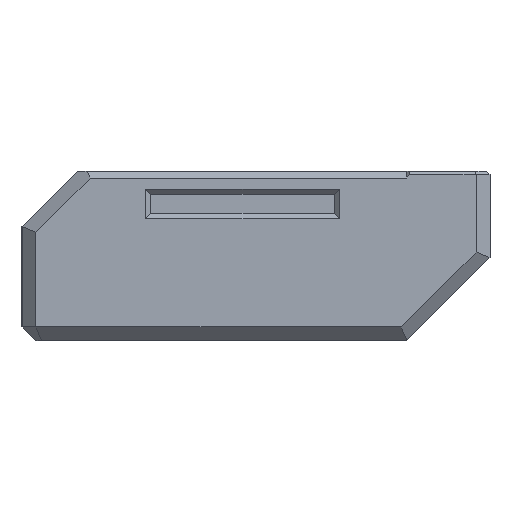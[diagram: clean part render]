
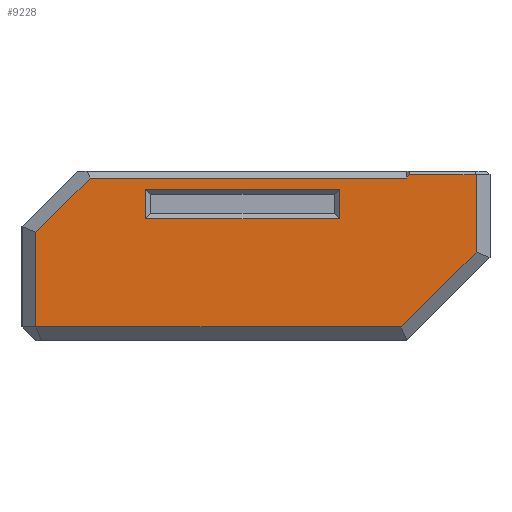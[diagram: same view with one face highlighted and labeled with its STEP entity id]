
A CAD part, front view. The second image highlights one B-rep face of the part: STEP entity #9228.
In plain terms, the highlighted planar face has unit normal (0, -1, 0).
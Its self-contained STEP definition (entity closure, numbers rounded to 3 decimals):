
#982=FACE_BOUND('',#1608,.T.);
#1023=FACE_OUTER_BOUND('',#1607,.T.);
#1607=EDGE_LOOP('',(#6128,#6129,#6130,#6131,#6132,#6133,#6134,#6135));
#1608=EDGE_LOOP('',(#6136,#6137,#6138,#6139));
#2223=LINE('',#12019,#3015);
#2227=LINE('',#12026,#3019);
#2231=LINE('',#12035,#3023);
#2238=LINE('',#12050,#3030);
#2242=LINE('',#12060,#3034);
#2243=LINE('',#12062,#3035);
#2244=LINE('',#12063,#3036);
#2245=LINE('',#12065,#3037);
#2246=LINE('',#12067,#3038);
#2247=LINE('',#12068,#3039);
#2248=LINE('',#12069,#3040);
#2249=LINE('',#12070,#3041);
#3015=VECTOR('',#10294,1000.);
#3019=VECTOR('',#10300,1000.);
#3023=VECTOR('',#10306,10.);
#3030=VECTOR('',#10317,10.);
#3034=VECTOR('',#10325,1000.);
#3035=VECTOR('',#10326,1000.);
#3036=VECTOR('',#10327,1000.);
#3037=VECTOR('',#10328,1000.);
#3038=VECTOR('',#10329,1000.);
#3039=VECTOR('',#10330,1000.);
#3040=VECTOR('',#10331,10.);
#3041=VECTOR('',#10332,10.);
#3805=VERTEX_POINT('',#12012);
#3807=VERTEX_POINT('',#12017);
#3809=VERTEX_POINT('',#12024);
#3810=VERTEX_POINT('',#12028);
#3813=VERTEX_POINT('',#12033);
#3816=VERTEX_POINT('',#12043);
#3819=VERTEX_POINT('',#12048);
#3822=VERTEX_POINT('',#12058);
#3823=VERTEX_POINT('',#12059);
#3824=VERTEX_POINT('',#12061);
#3825=VERTEX_POINT('',#12064);
#3826=VERTEX_POINT('',#12066);
#4673=EDGE_CURVE('',#3805,#3807,#2223,.T.);
#4677=EDGE_CURVE('',#3807,#3809,#2227,.T.);
#4681=EDGE_CURVE('',#3813,#3810,#2231,.T.);
#4688=EDGE_CURVE('',#3819,#3816,#2238,.T.);
#4692=EDGE_CURVE('',#3822,#3823,#2242,.F.);
#4693=EDGE_CURVE('',#3823,#3824,#2243,.T.);
#4694=EDGE_CURVE('',#3824,#3805,#2244,.T.);
#4695=EDGE_CURVE('',#3809,#3825,#2245,.F.);
#4696=EDGE_CURVE('',#3825,#3826,#2246,.F.);
#4697=EDGE_CURVE('',#3826,#3822,#2247,.T.);
#4698=EDGE_CURVE('',#3813,#3816,#2248,.T.);
#4699=EDGE_CURVE('',#3819,#3810,#2249,.T.);
#6128=ORIENTED_EDGE('',*,*,#4692,.T.);
#6129=ORIENTED_EDGE('',*,*,#4693,.T.);
#6130=ORIENTED_EDGE('',*,*,#4694,.T.);
#6131=ORIENTED_EDGE('',*,*,#4673,.T.);
#6132=ORIENTED_EDGE('',*,*,#4677,.T.);
#6133=ORIENTED_EDGE('',*,*,#4695,.T.);
#6134=ORIENTED_EDGE('',*,*,#4696,.T.);
#6135=ORIENTED_EDGE('',*,*,#4697,.T.);
#6136=ORIENTED_EDGE('',*,*,#4698,.T.);
#6137=ORIENTED_EDGE('',*,*,#4688,.F.);
#6138=ORIENTED_EDGE('',*,*,#4699,.T.);
#6139=ORIENTED_EDGE('',*,*,#4681,.F.);
#8971=PLANE('',#9826);
#9228=ADVANCED_FACE('',(#1023,#982),#8971,.F.);
#9826=AXIS2_PLACEMENT_3D('',#12057,#10323,#10324);
#10294=DIRECTION('',(1.,0.,0.));
#10300=DIRECTION('',(0.707,0.,0.707));
#10306=DIRECTION('',(1.,0.,0.));
#10317=DIRECTION('',(-1.,0.,0.));
#10323=DIRECTION('center_axis',(0.,1.,0.));
#10324=DIRECTION('ref_axis',(0.,0.,1.));
#10325=DIRECTION('',(1.,0.,0.));
#10326=DIRECTION('',(-0.707,0.,-0.707));
#10327=DIRECTION('',(0.,0.,-1.));
#10328=DIRECTION('',(0.,0.,-1.));
#10329=DIRECTION('',(1.,0.,0.));
#10330=DIRECTION('',(-0.577,0.,-0.816));
#10331=DIRECTION('',(0.,0.,1.));
#10332=DIRECTION('',(0.,0.,-1.));
#12012=CARTESIAN_POINT('',(-35.6,-77.5,-10.5));
#12017=CARTESIAN_POINT('',(17.172,-77.5,-10.5));
#12019=CARTESIAN_POINT('',(-30.,-77.5,-10.5));
#12024=CARTESIAN_POINT('',(28.,-77.5,0.328));
#12026=CARTESIAN_POINT('',(25.586,-77.5,-2.086));
#12028=CARTESIAN_POINT('',(8.25,-77.5,5.15));
#12033=CARTESIAN_POINT('',(-19.75,-77.5,5.15));
#12035=CARTESIAN_POINT('',(-24.5,-77.5,5.15));
#12043=CARTESIAN_POINT('',(-19.75,-77.5,9.4));
#12048=CARTESIAN_POINT('',(8.25,-77.5,9.4));
#12050=CARTESIAN_POINT('',(-15.,-77.5,9.4));
#12057=CARTESIAN_POINT('Origin',(-30.,-77.5,10.));
#12058=CARTESIAN_POINT('',(18.,-77.5,11.));
#12059=CARTESIAN_POINT('',(-27.772,-77.5,11.));
#12060=CARTESIAN_POINT('',(-30.,-77.5,11.));
#12061=CARTESIAN_POINT('',(-35.6,-77.5,3.172));
#12062=CARTESIAN_POINT('',(-29.386,-77.5,9.386));
#12063=CARTESIAN_POINT('',(-35.6,-77.5,10.));
#12064=CARTESIAN_POINT('',(28.,-77.5,11.5));
#12065=CARTESIAN_POINT('',(28.,-77.5,10.));
#12066=CARTESIAN_POINT('',(18.354,-77.5,11.5));
#12067=CARTESIAN_POINT('',(-30.,-77.5,11.5));
#12068=CARTESIAN_POINT('',(1.529,-77.5,-12.294));
#12069=CARTESIAN_POINT('',(-19.75,-77.5,7.975));
#12070=CARTESIAN_POINT('',(8.25,-77.5,9.3));
